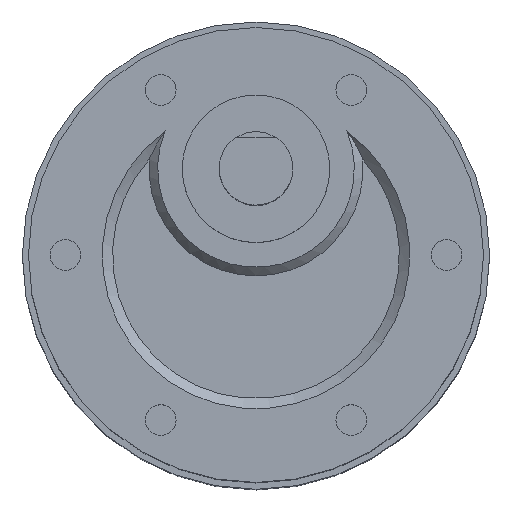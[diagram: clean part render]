
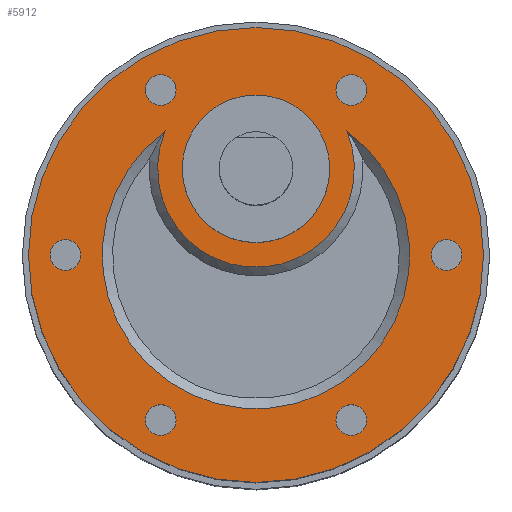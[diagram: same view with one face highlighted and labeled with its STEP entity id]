
A CAD part, top view. The second image highlights one B-rep face of the part: STEP entity #5912.
In plain terms, the highlighted planar face has unit normal (0, 0, 1).
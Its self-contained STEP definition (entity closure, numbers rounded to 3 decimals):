
#142=PLANE('',#6291);
#1722=FACE_BOUND('',#2121,.T.);
#1723=FACE_BOUND('',#2122,.T.);
#1724=FACE_BOUND('',#2123,.T.);
#1725=FACE_BOUND('',#2124,.T.);
#1726=FACE_BOUND('',#2125,.T.);
#1727=FACE_BOUND('',#2126,.T.);
#1728=FACE_BOUND('',#2127,.T.);
#1729=FACE_BOUND('',#2128,.T.);
#1755=FACE_OUTER_BOUND('',#2120,.T.);
#2120=EDGE_LOOP('',(#4172));
#2121=EDGE_LOOP('',(#4173));
#2122=EDGE_LOOP('',(#4174,#4175));
#2123=EDGE_LOOP('',(#4176));
#2124=EDGE_LOOP('',(#4177));
#2125=EDGE_LOOP('',(#4178));
#2126=EDGE_LOOP('',(#4179));
#2127=EDGE_LOOP('',(#4180));
#2128=EDGE_LOOP('',(#4181));
#2454=CIRCLE('',#6254,12.5);
#2455=CIRCLE('',#6256,8.);
#2458=CIRCLE('',#6260,1.25);
#2460=CIRCLE('',#6263,1.25);
#2462=CIRCLE('',#6266,1.25);
#2464=CIRCLE('',#6269,1.25);
#2466=CIRCLE('',#6272,1.25);
#2468=CIRCLE('',#6275,1.25);
#2473=CIRCLE('',#6282,6.);
#2476=CIRCLE('',#6287,18.5);
#2489=VERTEX_POINT('',#7520);
#2490=VERTEX_POINT('',#7527);
#2492=VERTEX_POINT('',#7541);
#2494=VERTEX_POINT('',#7546);
#2496=VERTEX_POINT('',#7551);
#2498=VERTEX_POINT('',#7556);
#2500=VERTEX_POINT('',#7561);
#2502=VERTEX_POINT('',#7566);
#2509=VERTEX_POINT('',#7582);
#2512=VERTEX_POINT('',#7590);
#3055=EDGE_CURVE('',#2489,#2490,#2454,.T.);
#3057=EDGE_CURVE('',#2490,#2489,#2455,.T.);
#3060=EDGE_CURVE('',#2492,#2492,#2458,.T.);
#3062=EDGE_CURVE('',#2494,#2494,#2460,.T.);
#3064=EDGE_CURVE('',#2496,#2496,#2462,.T.);
#3066=EDGE_CURVE('',#2498,#2498,#2464,.T.);
#3068=EDGE_CURVE('',#2500,#2500,#2466,.T.);
#3070=EDGE_CURVE('',#2502,#2502,#2468,.T.);
#3077=EDGE_CURVE('',#2509,#2509,#2473,.T.);
#3080=EDGE_CURVE('',#2512,#2512,#2476,.T.);
#4172=ORIENTED_EDGE('',*,*,#3080,.T.);
#4173=ORIENTED_EDGE('',*,*,#3077,.F.);
#4174=ORIENTED_EDGE('',*,*,#3057,.F.);
#4175=ORIENTED_EDGE('',*,*,#3055,.F.);
#4176=ORIENTED_EDGE('',*,*,#3060,.F.);
#4177=ORIENTED_EDGE('',*,*,#3062,.F.);
#4178=ORIENTED_EDGE('',*,*,#3064,.F.);
#4179=ORIENTED_EDGE('',*,*,#3066,.F.);
#4180=ORIENTED_EDGE('',*,*,#3068,.F.);
#4181=ORIENTED_EDGE('',*,*,#3070,.F.);
#5912=ADVANCED_FACE('',(#1755,#1722,#1723,#1724,#1725,#1726,#1727,#1728,
#1729),#142,.T.);
#6254=AXIS2_PLACEMENT_3D('',#7528,#6503,#6504);
#6256=AXIS2_PLACEMENT_3D('',#7536,#6507,#6508);
#6260=AXIS2_PLACEMENT_3D('',#7542,#6515,#6516);
#6263=AXIS2_PLACEMENT_3D('',#7547,#6521,#6522);
#6266=AXIS2_PLACEMENT_3D('',#7552,#6527,#6528);
#6269=AXIS2_PLACEMENT_3D('',#7557,#6533,#6534);
#6272=AXIS2_PLACEMENT_3D('',#7562,#6539,#6540);
#6275=AXIS2_PLACEMENT_3D('',#7567,#6545,#6546);
#6282=AXIS2_PLACEMENT_3D('',#7583,#6561,#6562);
#6287=AXIS2_PLACEMENT_3D('',#7591,#6571,#6572);
#6291=AXIS2_PLACEMENT_3D('',#9823,#6713,#6714);
#6503=DIRECTION('center_axis',(0.,0.,1.));
#6504=DIRECTION('ref_axis',(1.,0.,0.));
#6507=DIRECTION('center_axis',(0.,0.,-1.));
#6508=DIRECTION('ref_axis',(1.,0.,0.));
#6515=DIRECTION('center_axis',(0.,0.,1.));
#6516=DIRECTION('ref_axis',(0.5,-0.866,0.));
#6521=DIRECTION('center_axis',(0.,0.,1.));
#6522=DIRECTION('ref_axis',(-0.5,-0.866,0.));
#6527=DIRECTION('center_axis',(0.,0.,1.));
#6528=DIRECTION('ref_axis',(-1.,0.,0.));
#6533=DIRECTION('center_axis',(0.,0.,1.));
#6534=DIRECTION('ref_axis',(-0.5,0.866,0.));
#6539=DIRECTION('center_axis',(0.,0.,1.));
#6540=DIRECTION('ref_axis',(0.5,0.866,0.));
#6545=DIRECTION('center_axis',(0.,0.,1.));
#6546=DIRECTION('ref_axis',(1.,0.,0.));
#6561=DIRECTION('center_axis',(0.,0.,1.));
#6562=DIRECTION('ref_axis',(1.,0.,0.));
#6571=DIRECTION('center_axis',(0.,0.,1.));
#6572=DIRECTION('ref_axis',(1.,0.,0.));
#6713=DIRECTION('center_axis',(0.,0.,1.));
#6714=DIRECTION('ref_axis',(1.,0.,0.));
#7520=CARTESIAN_POINT('',(-7.379,10.089,26.));
#7527=CARTESIAN_POINT('',(7.379,10.089,26.));
#7528=CARTESIAN_POINT('Origin',(0.,0.,26.));
#7536=CARTESIAN_POINT('Origin',(0.,7.,26.));
#7541=CARTESIAN_POINT('',(9.,-13.423,26.));
#7542=CARTESIAN_POINT('Origin',(7.75,-13.423,26.));
#7546=CARTESIAN_POINT('',(-6.5,-13.423,26.));
#7547=CARTESIAN_POINT('Origin',(-7.75,-13.423,26.));
#7551=CARTESIAN_POINT('',(-14.25,0.,26.));
#7552=CARTESIAN_POINT('Origin',(-15.5,0.,26.));
#7556=CARTESIAN_POINT('',(-6.5,13.423,26.));
#7557=CARTESIAN_POINT('Origin',(-7.75,13.423,26.));
#7561=CARTESIAN_POINT('',(9.,13.423,26.));
#7562=CARTESIAN_POINT('Origin',(7.75,13.423,26.));
#7566=CARTESIAN_POINT('',(16.75,0.,26.));
#7567=CARTESIAN_POINT('Origin',(15.5,0.,26.));
#7582=CARTESIAN_POINT('',(-6.,7.,26.));
#7583=CARTESIAN_POINT('Origin',(0.,7.,26.));
#7590=CARTESIAN_POINT('',(-18.5,0.,26.));
#7591=CARTESIAN_POINT('Origin',(0.,0.,26.));
#9823=CARTESIAN_POINT('Origin',(0.,0.,26.));
